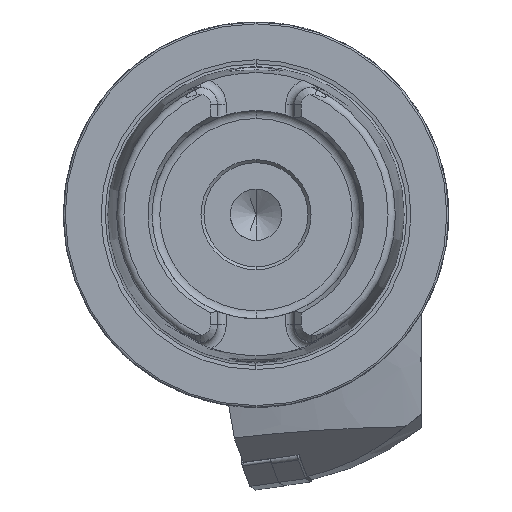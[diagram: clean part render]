
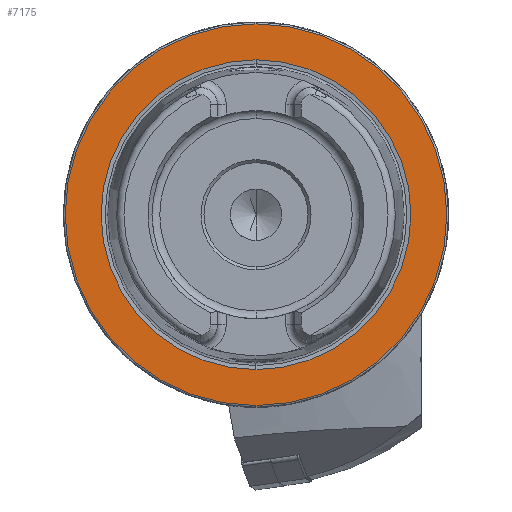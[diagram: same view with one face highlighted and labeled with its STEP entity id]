
A CAD part, left-side view. The second image highlights one B-rep face of the part: STEP entity #7175.
In plain terms, the highlighted planar face has unit normal (-1, 0, 0).
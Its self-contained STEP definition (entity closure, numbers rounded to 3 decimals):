
#509 = AXIS2_PLACEMENT_3D ( 'NONE', #2129, #2130, #2131 ) ;
#512 = AXIS2_PLACEMENT_3D ( 'NONE', #2141, #2142, #2143 ) ;
#676 = AXIS2_PLACEMENT_3D ( 'NONE', #5800, #5801, #5802 ) ;
#677 = AXIS2_PLACEMENT_3D ( 'NONE', #5803, #5804, #5805 ) ;
#1098 = CIRCLE ( 'NONE', #509, 31.2 ) ;
#1102 = CIRCLE ( 'NONE', #512, 25.324 ) ;
#2129 = CARTESIAN_POINT ( 'NONE',  ( 0., 0., 0. ) ) ;
#2130 = DIRECTION ( 'NONE',  ( -1., 0., 0. ) ) ;
#2131 = DIRECTION ( 'NONE',  ( 0., 0., 1. ) ) ;
#2141 = CARTESIAN_POINT ( 'NONE',  ( 0., 0., 0. ) ) ;
#2142 = DIRECTION ( 'NONE',  ( -1., 0., 0. ) ) ;
#2143 = DIRECTION ( 'NONE',  ( 0., 0., 1. ) ) ;
#3927 = CARTESIAN_POINT ( 'NONE',  ( 0., 0., 25.324 ) ) ;
#3931 = CARTESIAN_POINT ( 'NONE',  ( 0., 0., -31.2 ) ) ;
#3934 = CARTESIAN_POINT ( 'NONE',  ( 0., 0., -25.324 ) ) ;
#3936 = CARTESIAN_POINT ( 'NONE',  ( 0., 0., 31.2 ) ) ;
#4549 = CIRCLE ( 'NONE', #677, 25.324 ) ;
#4550 = CIRCLE ( 'NONE', #676, 31.2 ) ;
#5800 = CARTESIAN_POINT ( 'NONE',  ( 0., 0., 0. ) ) ;
#5801 = DIRECTION ( 'NONE',  ( -1., 0., 0. ) ) ;
#5802 = DIRECTION ( 'NONE',  ( 0., 0., 1. ) ) ;
#5803 = CARTESIAN_POINT ( 'NONE',  ( 0., 0., 0. ) ) ;
#5804 = DIRECTION ( 'NONE',  ( -1., 0., 0. ) ) ;
#5805 = DIRECTION ( 'NONE',  ( 0., 0., 1. ) ) ;
#7175 = ADVANCED_FACE ( 'NONE', ( #12052, #12048 ), #7813, .F. ) ;
#7807 = CARTESIAN_POINT ( 'NONE',  ( 0., 31.2, 0. ) ) ;
#7813 = PLANE ( 'NONE',  #10682 ) ;
#7815 = DIRECTION ( 'NONE',  ( 1., 0., 0. ) ) ;
#7816 = DIRECTION ( 'NONE',  ( 0., 0., -1. ) ) ;
#8397 = EDGE_CURVE ( 'NONE', #9202, #9197, #1098, .T. ) ;
#8401 = EDGE_CURVE ( 'NONE', #9200, #9196, #1102, .T. ) ;
#9196 = VERTEX_POINT ( 'NONE', #3927 ) ;
#9197 = VERTEX_POINT ( 'NONE', #3931 ) ;
#9200 = VERTEX_POINT ( 'NONE', #3934 ) ;
#9202 = VERTEX_POINT ( 'NONE', #3936 ) ;
#10377 = EDGE_CURVE ( 'NONE', #9197, #9202, #4550, .T. ) ;
#10378 = EDGE_CURVE ( 'NONE', #9196, #9200, #4549, .T. ) ;
#10682 = AXIS2_PLACEMENT_3D ( 'NONE', #7807, #7815, #7816 ) ;
#10858 = ORIENTED_EDGE ( 'NONE', *, *, #10378, .F. ) ;
#10859 = ORIENTED_EDGE ( 'NONE', *, *, #8401, .F. ) ;
#10860 = ORIENTED_EDGE ( 'NONE', *, *, #8397, .T. ) ;
#10861 = ORIENTED_EDGE ( 'NONE', *, *, #10377, .T. ) ;
#11902 = EDGE_LOOP ( 'NONE', ( #10860, #10861 ) ) ;
#11981 = EDGE_LOOP ( 'NONE', ( #10858, #10859 ) ) ;
#12048 = FACE_OUTER_BOUND ( 'NONE', #11902, .T. ) ;
#12052 = FACE_BOUND ( 'NONE', #11981, .T. ) ;
